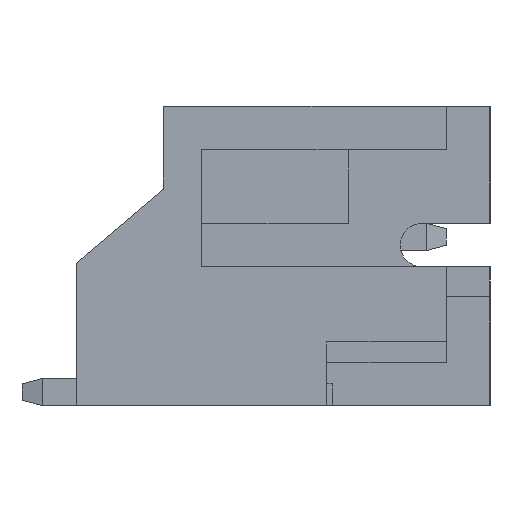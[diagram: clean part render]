
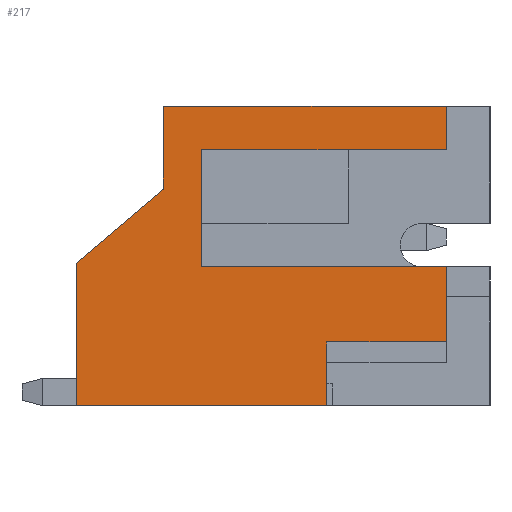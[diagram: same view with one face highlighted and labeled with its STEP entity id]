
A CAD part, left-side view. The second image highlights one B-rep face of the part: STEP entity #217.
In plain terms, the highlighted planar face has unit normal (-1, 0, 0).
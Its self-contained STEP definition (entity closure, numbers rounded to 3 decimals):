
#217=ADVANCED_FACE('',(#5441),#5443,.T.);
#5441=FACE_BOUND('',#5442,.T.);
#5442=EDGE_LOOP('',(#9685,#9686,#9687,#9688,#9689,#9690,#9691,#9692,#9693,#9694,
#9695,#9696));
#5443=PLANE('',#5444);
#5444=AXIS2_PLACEMENT_3D('',#5445,#5446,#5447);
#5445=CARTESIAN_POINT('',(-2.95,0.,0.));
#5446=DIRECTION('',(-1.,0.,0.));
#5447=DIRECTION('',(0.,0.,1.));
#9685=ORIENTED_EDGE('',*,*,#12622,.T.);
#9686=ORIENTED_EDGE('',*,*,#12623,.T.);
#9687=ORIENTED_EDGE('',*,*,#12471,.T.);
#9688=ORIENTED_EDGE('',*,*,#12588,.T.);
#9689=ORIENTED_EDGE('',*,*,#12624,.T.);
#9690=ORIENTED_EDGE('',*,*,#12625,.T.);
#9691=ORIENTED_EDGE('',*,*,#12626,.T.);
#9692=ORIENTED_EDGE('',*,*,#12627,.T.);
#9693=ORIENTED_EDGE('',*,*,#12628,.T.);
#9694=ORIENTED_EDGE('',*,*,#12629,.T.);
#9695=ORIENTED_EDGE('',*,*,#12630,.T.);
#9696=ORIENTED_EDGE('',*,*,#12631,.T.);
#12471=EDGE_CURVE('',#13974,#13972,#13975,.T.);
#12588=EDGE_CURVE('',#13972,#14196,#14198,.T.);
#12622=EDGE_CURVE('',#14256,#14257,#14258,.F.);
#12623=EDGE_CURVE('',#14257,#13974,#14259,.F.);
#12624=EDGE_CURVE('',#14196,#14260,#14261,.T.);
#12625=EDGE_CURVE('',#14260,#14262,#14263,.T.);
#12626=EDGE_CURVE('',#14262,#14264,#14265,.T.);
#12627=EDGE_CURVE('',#14264,#14266,#14267,.F.);
#12628=EDGE_CURVE('',#14266,#14268,#14269,.F.);
#12629=EDGE_CURVE('',#14268,#14270,#14271,.F.);
#12630=EDGE_CURVE('',#14270,#14272,#14273,.F.);
#12631=EDGE_CURVE('',#14272,#14256,#14274,.F.);
#13972=VERTEX_POINT('',#16424);
#13974=VERTEX_POINT('',#16428);
#13975=LINE('',#16429,#16430);
#14196=VERTEX_POINT('',#16883);
#14198=LINE('',#16887,#16888);
#14256=VERTEX_POINT('',#17015);
#14257=VERTEX_POINT('',#17016);
#14258=LINE('',#17017,#17018);
#14259=LINE('',#17020,#17021);
#14260=VERTEX_POINT('',#17023);
#14261=LINE('',#17024,#17025);
#14262=VERTEX_POINT('',#17027);
#14263=LINE('',#17028,#17029);
#14264=VERTEX_POINT('',#17031);
#14265=LINE('',#17032,#17033);
#14266=VERTEX_POINT('',#17035);
#14267=LINE('',#17036,#17037);
#14268=VERTEX_POINT('',#17039);
#14269=LINE('',#17040,#17041);
#14270=VERTEX_POINT('',#17043);
#14271=LINE('',#17044,#17045);
#14272=VERTEX_POINT('',#17047);
#14273=LINE('',#17048,#17049);
#14274=LINE('',#17051,#17052);
#16424=CARTESIAN_POINT('',(-2.95,0.,5.5));
#16428=CARTESIAN_POINT('',(-2.95,-5.2,5.5));
#16429=CARTESIAN_POINT('',(-2.95,-5.2,5.5));
#16430=VECTOR('',#16431,1.);
#16431=DIRECTION('',(0.,1.,0.));
#16883=CARTESIAN_POINT('',(-2.95,0.,3.979));
#16887=CARTESIAN_POINT('',(-2.95,0.,5.5));
#16888=VECTOR('',#16889,1.);
#16889=DIRECTION('',(0.,0.,-1.));
#17015=CARTESIAN_POINT('',(-2.95,-0.7,4.7));
#17016=CARTESIAN_POINT('',(-2.95,-5.2,4.7));
#17017=CARTESIAN_POINT('',(-2.95,-5.2,4.7));
#17018=VECTOR('',#17019,1.);
#17019=DIRECTION('',(0.,1.,0.));
#17020=CARTESIAN_POINT('',(-2.95,-5.2,5.5));
#17021=VECTOR('',#17022,1.);
#17022=DIRECTION('',(0.,0.,-1.));
#17023=CARTESIAN_POINT('',(-2.95,1.6,2.618));
#17024=CARTESIAN_POINT('',(-2.95,0.,3.979));
#17025=VECTOR('',#17026,1.);
#17026=DIRECTION('',(0.,0.762,-0.648));
#17027=CARTESIAN_POINT('',(-2.95,1.6,0.));
#17028=CARTESIAN_POINT('',(-2.95,1.6,2.618));
#17029=VECTOR('',#17030,1.);
#17030=DIRECTION('',(0.,0.,-1.));
#17031=CARTESIAN_POINT('',(-2.95,-3.,0.));
#17032=CARTESIAN_POINT('',(-2.95,1.6,0.));
#17033=VECTOR('',#17034,1.);
#17034=DIRECTION('',(0.,-1.,0.));
#17035=CARTESIAN_POINT('',(-2.95,-3.,1.17));
#17036=CARTESIAN_POINT('',(-2.95,-3.,1.17));
#17037=VECTOR('',#17038,1.);
#17038=DIRECTION('',(0.,0.,-1.));
#17039=CARTESIAN_POINT('',(-2.95,-5.2,1.17));
#17040=CARTESIAN_POINT('',(-2.95,-5.2,1.17));
#17041=VECTOR('',#17042,1.);
#17042=DIRECTION('',(0.,1.,0.));
#17043=CARTESIAN_POINT('',(-2.95,-5.2,2.55));
#17044=CARTESIAN_POINT('',(-2.95,-5.2,2.55));
#17045=VECTOR('',#17046,1.);
#17046=DIRECTION('',(0.,0.,-1.));
#17047=CARTESIAN_POINT('',(-2.95,-0.7,2.55));
#17048=CARTESIAN_POINT('',(-2.95,-0.7,2.55));
#17049=VECTOR('',#17050,1.);
#17050=DIRECTION('',(0.,-1.,0.));
#17051=CARTESIAN_POINT('',(-2.95,-0.7,4.7));
#17052=VECTOR('',#17053,1.);
#17053=DIRECTION('',(0.,0.,-1.));
